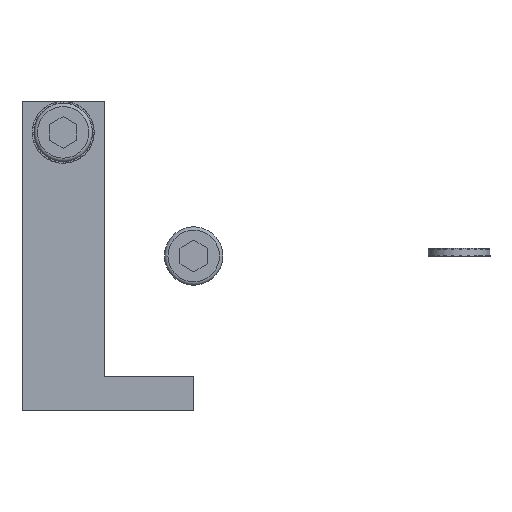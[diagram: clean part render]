
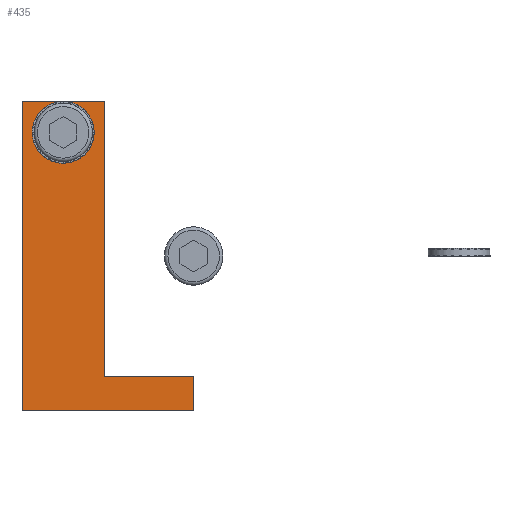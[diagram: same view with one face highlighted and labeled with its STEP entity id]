
A CAD part, left-side view. The second image highlights one B-rep face of the part: STEP entity #435.
In plain terms, the highlighted planar face has unit normal (-1, 0, 0).
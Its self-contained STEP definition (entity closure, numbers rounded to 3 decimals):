
#435 = ADVANCED_FACE( '', ( #976, #977 ), #978, .F. );
#976 = FACE_BOUND( '', #1626, .T. );
#977 = FACE_OUTER_BOUND( '', #1627, .T. );
#978 = PLANE( '', #1628 );
#1626 = EDGE_LOOP( '', ( #2752 ) );
#1627 = EDGE_LOOP( '', ( #2753, #2754, #2755, #2756, #2757, #2758 ) );
#1628 = AXIS2_PLACEMENT_3D( '', #2759, #2760, #2761 );
#2752 = ORIENTED_EDGE( '', *, *, #4517, .F. );
#2753 = ORIENTED_EDGE( '', *, *, #4495, .F. );
#2754 = ORIENTED_EDGE( '', *, *, #4518, .F. );
#2755 = ORIENTED_EDGE( '', *, *, #4519, .F. );
#2756 = ORIENTED_EDGE( '', *, *, #4520, .F. );
#2757 = ORIENTED_EDGE( '', *, *, #4521, .T. );
#2758 = ORIENTED_EDGE( '', *, *, #4510, .T. );
#2759 = CARTESIAN_POINT( '', ( -17.5, 25., -22.5 ) );
#2760 = DIRECTION( '', ( 1., 0., 0. ) );
#2761 = DIRECTION( '', ( 0., 0., -1. ) );
#4495 = EDGE_CURVE( '', #5634, #5636, #5637, .T. );
#4510 = EDGE_CURVE( '', #5658, #5636, #5659, .T. );
#4517 = EDGE_CURVE( '', #5668, #5668, #5669, .T. );
#4518 = EDGE_CURVE( '', #5670, #5634, #5671, .T. );
#4519 = EDGE_CURVE( '', #5672, #5670, #5673, .T. );
#4520 = EDGE_CURVE( '', #5674, #5672, #5675, .T. );
#4521 = EDGE_CURVE( '', #5674, #5658, #5676, .T. );
#5634 = VERTEX_POINT( '', #7181 );
#5636 = VERTEX_POINT( '', #7184 );
#5637 = LINE( '', #7185, #7186 );
#5658 = VERTEX_POINT( '', #7215 );
#5659 = LINE( '', #7216, #7217 );
#5668 = VERTEX_POINT( '', #7230 );
#5669 = CIRCLE( '', #7231, 2.6 );
#5670 = VERTEX_POINT( '', #7232 );
#5671 = LINE( '', #7233, #7234 );
#5672 = VERTEX_POINT( '', #7235 );
#5673 = LINE( '', #7236, #7237 );
#5674 = VERTEX_POINT( '', #7238 );
#5675 = LINE( '', #7239, #7240 );
#5676 = LINE( '', #7241, #7242 );
#7181 = CARTESIAN_POINT( '', ( -17.5, 13., -17.5 ) );
#7184 = CARTESIAN_POINT( '', ( -17.5, 0., -17.5 ) );
#7185 = CARTESIAN_POINT( '', ( -17.5, 13., -17.5 ) );
#7186 = VECTOR( '', #8431, 1000. );
#7215 = CARTESIAN_POINT( '', ( -17.5, 0., -22.5 ) );
#7216 = CARTESIAN_POINT( '', ( -17.5, 0., -22.5 ) );
#7217 = VECTOR( '', #8446, 1000. );
#7230 = CARTESIAN_POINT( '', ( -17.5, 16.4, 18. ) );
#7231 = AXIS2_PLACEMENT_3D( '', #8451, #8452, #8453 );
#7232 = CARTESIAN_POINT( '', ( -17.5, 13., 22.5 ) );
#7233 = CARTESIAN_POINT( '', ( -17.5, 13., 22.5 ) );
#7234 = VECTOR( '', #8454, 1000. );
#7235 = CARTESIAN_POINT( '', ( -17.5, 25., 22.5 ) );
#7236 = CARTESIAN_POINT( '', ( -17.5, 25., 22.5 ) );
#7237 = VECTOR( '', #8455, 1000. );
#7238 = CARTESIAN_POINT( '', ( -17.5, 25., -22.5 ) );
#7239 = CARTESIAN_POINT( '', ( -17.5, 25., -22.5 ) );
#7240 = VECTOR( '', #8456, 1000. );
#7241 = CARTESIAN_POINT( '', ( -17.5, 25., -22.5 ) );
#7242 = VECTOR( '', #8457, 1000. );
#8431 = DIRECTION( '', ( 0., -1., 0. ) );
#8446 = DIRECTION( '', ( 0., 0., 1. ) );
#8451 = CARTESIAN_POINT( '', ( -17.5, 19., 18. ) );
#8452 = DIRECTION( '', ( -1., 0., 0. ) );
#8453 = DIRECTION( '', ( 0., -1., 0. ) );
#8454 = DIRECTION( '', ( 0., 0., -1. ) );
#8455 = DIRECTION( '', ( 0., -1., 0. ) );
#8456 = DIRECTION( '', ( 0., 0., 1. ) );
#8457 = DIRECTION( '', ( 0., -1., 0. ) );
